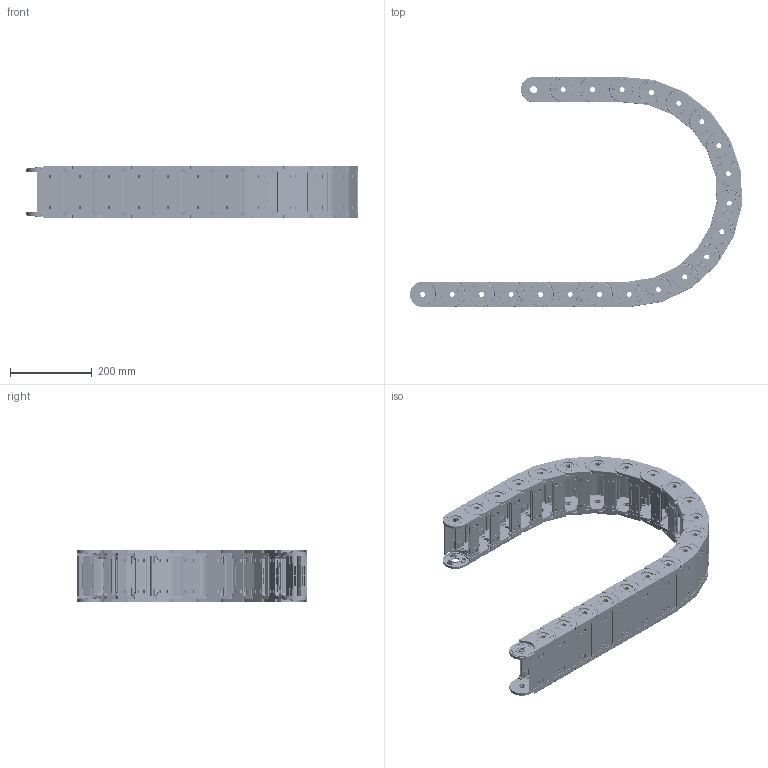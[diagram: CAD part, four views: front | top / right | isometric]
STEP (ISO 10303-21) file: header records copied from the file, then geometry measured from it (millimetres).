
FILE_DESCRIPTION (( 'STEP AP214' ), '1' );
FILE_NAME ('CK40-Y100-R250.STEP', '2019-09-06T15:00:35', ( '' ), ( '' ), 'SwSTEP 2.0', 'SolidWorks 2017', '' );
FILE_SCHEMA (( 'AUTOMOTIVE_DESIGN' ));
Length unit declared in the file: millimetre
Products named in the file (2): CK40-Y100-R250; CK40-Y100
Assembly tree (21 placements, depth 2):
  CK40-Y100-R250
    CK40-Y100  x21
Bounding box: 810.48 x 562 x 128.4 mm (x, y, z)
Volume: 3269799.7 mm3; surface area: 2004587.7 mm2
Topology: 84 solids, 210 shells, 18963 faces, 48972 edges, 31920 vertices
Faces by surface type: plane 8127, cylinder 6636, bspline 2016, torus 1932, sphere 252
Entity records: 33345 total; most frequent: CARTESIAN_POINT 10927, ORIENTED_EDGE 4652, DIRECTION 4652, EDGE_CURVE 2326, AXIS2_PLACEMENT_3D 1689, VERTEX_POINT 1520, LINE 1274, VECTOR 1274
